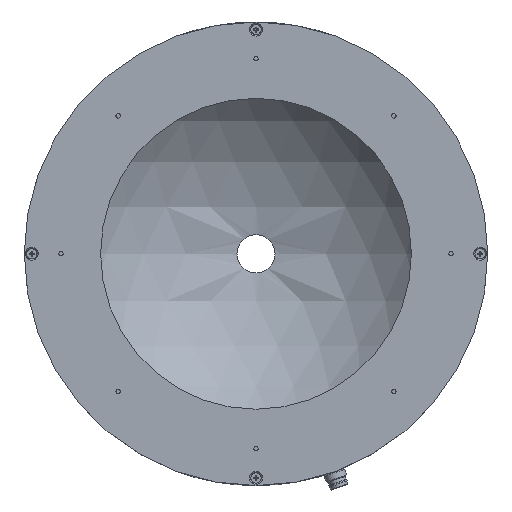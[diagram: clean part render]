
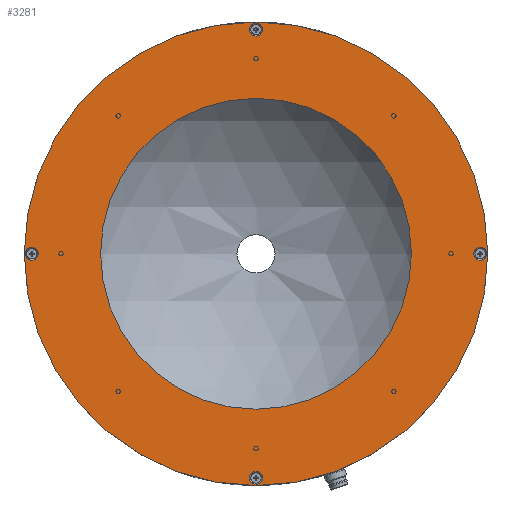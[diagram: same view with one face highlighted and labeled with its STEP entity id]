
A CAD part, front view. The second image highlights one B-rep face of the part: STEP entity #3281.
In plain terms, the highlighted planar face has unit normal (0, -1, 0).
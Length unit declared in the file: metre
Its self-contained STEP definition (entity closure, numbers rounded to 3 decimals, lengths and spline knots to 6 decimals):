
#3281=ADVANCED_FACE('8:31170',(#6674,#6675,#6676,#6677,#6678,#6679),#6680,.F.);
#6674=FACE_OUTER_BOUND('',#8298,.T.);
#6675=FACE_BOUND('',#8299,.T.);
#6676=FACE_BOUND('',#8300,.T.);
#6677=FACE_BOUND('',#8301,.T.);
#6678=FACE_BOUND('',#8302,.T.);
#6679=FACE_BOUND('',#8303,.T.);
#6680=PLANE('',#8304);
#8298=EDGE_LOOP('',(#11302,#11303));
#8299=EDGE_LOOP('',(#11304,#11305));
#8300=EDGE_LOOP('',(#11306,#11307));
#8301=EDGE_LOOP('',(#11308,#11309));
#8302=EDGE_LOOP('',(#11310,#11311));
#8303=EDGE_LOOP('',(#11312,#11313));
#8304=AXIS2_PLACEMENT_3D('',#11314,#11315,#11316);
#11302=ORIENTED_EDGE('',*,*,#15954,.F.);
#11303=ORIENTED_EDGE('',*,*,#15764,.F.);
#11304=ORIENTED_EDGE('',*,*,#15746,.T.);
#11305=ORIENTED_EDGE('',*,*,#15960,.T.);
#11306=ORIENTED_EDGE('',*,*,#15750,.T.);
#11307=ORIENTED_EDGE('',*,*,#15958,.T.);
#11308=ORIENTED_EDGE('',*,*,#15756,.T.);
#11309=ORIENTED_EDGE('',*,*,#15957,.T.);
#11310=ORIENTED_EDGE('',*,*,#15760,.T.);
#11311=ORIENTED_EDGE('',*,*,#15955,.T.);
#11312=ORIENTED_EDGE('',*,*,#15921,.T.);
#11313=ORIENTED_EDGE('',*,*,#15883,.T.);
#11314=CARTESIAN_POINT('',(0.,-0.00995,0.00002));
#11315=DIRECTION('',(0.,1.0,0.));
#11316=DIRECTION('',(0.0,0.,-1.0));
#15746=EDGE_CURVE('8:32805',#17853,#17850,#17854,.T.);
#15750=EDGE_CURVE('8:32799',#17860,#17857,#17861,.T.);
#15756=EDGE_CURVE('8:32796',#17871,#17869,#17872,.T.);
#15760=EDGE_CURVE('8:32790',#17879,#17876,#17880,.T.);
#15764=EDGE_CURVE('8:32787',#17884,#17887,#17888,.T.);
#15883=EDGE_CURVE('8:32667',#18101,#18105,#18107,.T.);
#15921=EDGE_CURVE('8:32667',#18105,#18101,#18157,.T.);
#15954=EDGE_CURVE('8:32787',#17887,#17884,#18190,.T.);
#15955=EDGE_CURVE('8:32790',#17876,#17879,#18191,.T.);
#15957=EDGE_CURVE('8:32796',#17869,#17871,#18193,.T.);
#15958=EDGE_CURVE('8:32799',#17857,#17860,#18194,.T.);
#15960=EDGE_CURVE('8:32805',#17850,#17853,#18196,.T.);
#17850=VERTEX_POINT('',#18591);
#17853=VERTEX_POINT('',#18595);
#17854=CIRCLE('',#18596,0.00235);
#17857=VERTEX_POINT('',#18615);
#17860=VERTEX_POINT('',#18619);
#17861=CIRCLE('',#18620,0.00235);
#17869=VERTEX_POINT('',#18665);
#17871=VERTEX_POINT('',#18668);
#17872=CIRCLE('',#18669,0.00235);
#17876=VERTEX_POINT('',#18689);
#17879=VERTEX_POINT('',#18693);
#17880=CIRCLE('',#18694,0.00235);
#17884=VERTEX_POINT('',#18729);
#17887=VERTEX_POINT('',#18733);
#17888=CIRCLE('',#18734,0.085);
#18101=VERTEX_POINT('',#19157);
#18105=VERTEX_POINT('',#19162);
#18107=CIRCLE('',#19165,0.057);
#18157=CIRCLE('',#19336,0.057);
#18190=CIRCLE('',#19369,0.085);
#18191=CIRCLE('',#19370,0.00235);
#18193=CIRCLE('',#19387,0.00235);
#18194=CIRCLE('',#19388,0.00235);
#18196=CIRCLE('',#19405,0.00235);
#18591=CARTESIAN_POINT('',(0.00235,-0.00995,0.08222));
#18595=CARTESIAN_POINT('',(-0.00235,-0.00995,0.08222));
#18596=AXIS2_PLACEMENT_3D('',#19695,#19696,#19697);
#18615=CARTESIAN_POINT('',(-0.07985,-0.00995,0.00002));
#18619=CARTESIAN_POINT('',(-0.08455,-0.00995,0.00002));
#18620=AXIS2_PLACEMENT_3D('',#19700,#19701,#19702);
#18665=CARTESIAN_POINT('',(0.00235,-0.00995,-0.08218));
#18668=CARTESIAN_POINT('',(-0.00235,-0.00995,-0.08218));
#18669=AXIS2_PLACEMENT_3D('',#19705,#19706,#19707);
#18689=CARTESIAN_POINT('',(0.08455,-0.00995,0.00002));
#18693=CARTESIAN_POINT('',(0.07985,-0.00995,0.00002));
#18694=AXIS2_PLACEMENT_3D('',#19710,#19711,#19712);
#18729=CARTESIAN_POINT('',(0.085,-0.00995,0.00002));
#18733=CARTESIAN_POINT('',(-0.085,-0.00995,0.00002));
#18734=AXIS2_PLACEMENT_3D('',#19715,#19716,#19717);
#19157=CARTESIAN_POINT('',(0.057,-0.00995,0.00002));
#19162=CARTESIAN_POINT('',(-0.057,-0.00995,0.00002));
#19165=AXIS2_PLACEMENT_3D('',#19939,#19940,#19941);
#19336=AXIS2_PLACEMENT_3D('',#19991,#19992,#19993);
#19369=AXIS2_PLACEMENT_3D('',#20090,#20091,#20092);
#19370=AXIS2_PLACEMENT_3D('',#20093,#20094,#20095);
#19387=AXIS2_PLACEMENT_3D('',#20096,#20097,#20098);
#19388=AXIS2_PLACEMENT_3D('',#20099,#20100,#20101);
#19405=AXIS2_PLACEMENT_3D('',#20102,#20103,#20104);
#19695=CARTESIAN_POINT('',(0.,-0.00995,0.08222));
#19696=DIRECTION('',(0.,1.0,0.));
#19697=DIRECTION('',(1.0,0.,0.));
#19700=CARTESIAN_POINT('',(-0.0822,-0.00995,0.00002));
#19701=DIRECTION('',(0.,1.0,0.));
#19702=DIRECTION('',(1.0,0.,0.));
#19705=CARTESIAN_POINT('',(0.,-0.00995,-0.08218));
#19706=DIRECTION('',(0.,1.0,0.));
#19707=DIRECTION('',(1.0,0.,0.));
#19710=CARTESIAN_POINT('',(0.0822,-0.00995,0.00002));
#19711=DIRECTION('',(0.,1.0,0.));
#19712=DIRECTION('',(1.0,0.,0.));
#19715=CARTESIAN_POINT('',(0.,-0.00995,0.00002));
#19716=DIRECTION('',(0.,1.0,0.));
#19717=DIRECTION('',(1.0,0.,0.));
#19939=CARTESIAN_POINT('',(0.,-0.00995,0.00002));
#19940=DIRECTION('',(0.,1.0,0.));
#19941=DIRECTION('',(1.0,0.,0.));
#19991=CARTESIAN_POINT('',(0.,-0.00995,0.00002));
#19992=DIRECTION('',(0.,1.0,0.));
#19993=DIRECTION('',(1.0,0.,0.));
#20090=CARTESIAN_POINT('',(0.,-0.00995,0.00002));
#20091=DIRECTION('',(0.,1.0,0.));
#20092=DIRECTION('',(1.0,0.,0.));
#20093=CARTESIAN_POINT('',(0.0822,-0.00995,0.00002));
#20094=DIRECTION('',(0.,1.0,0.));
#20095=DIRECTION('',(1.0,0.,0.));
#20096=CARTESIAN_POINT('',(0.,-0.00995,-0.08218));
#20097=DIRECTION('',(0.,1.0,0.));
#20098=DIRECTION('',(1.0,0.,0.));
#20099=CARTESIAN_POINT('',(-0.0822,-0.00995,0.00002));
#20100=DIRECTION('',(0.,1.0,0.));
#20101=DIRECTION('',(1.0,0.,0.));
#20102=CARTESIAN_POINT('',(0.,-0.00995,0.08222));
#20103=DIRECTION('',(0.,1.0,0.));
#20104=DIRECTION('',(1.0,0.,0.));
